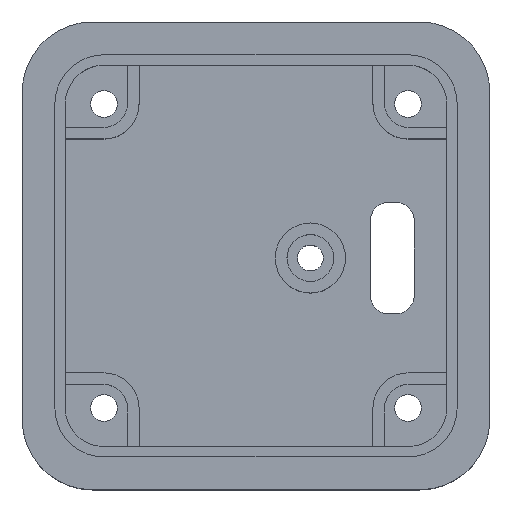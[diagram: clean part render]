
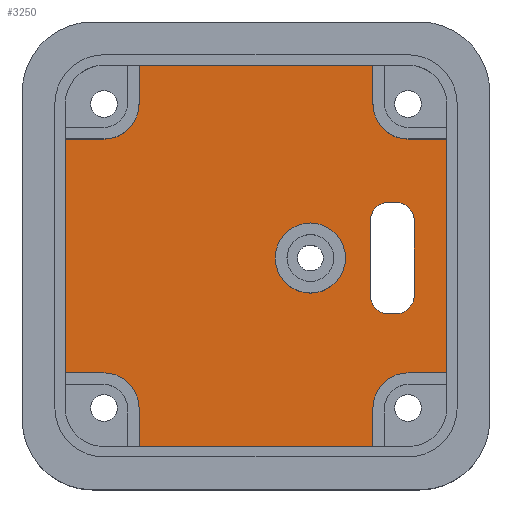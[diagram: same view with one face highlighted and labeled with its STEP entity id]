
A CAD part, top view. The second image highlights one B-rep face of the part: STEP entity #3250.
In plain terms, the highlighted planar face has unit normal (0, 0, 1).
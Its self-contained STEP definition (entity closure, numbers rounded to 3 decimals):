
#968=CARTESIAN_POINT('',(-13.,-13.,-18.));
#969=DIRECTION('',(0.,0.,1.));
#970=DIRECTION('',(1.,0.,0.));
#971=AXIS2_PLACEMENT_3D('',#968,#969,#970);
#973=DIRECTION('',(1.,0.,0.));
#974=VECTOR('',#973,3.3);
#975=CARTESIAN_POINT('',(-16.3,-10.,-18.));
#976=LINE('',#975,#974);
#977=DIRECTION('',(0.,-1.,0.));
#978=VECTOR('',#977,20.);
#979=CARTESIAN_POINT('',(-16.3,10.,-18.));
#980=LINE('',#979,#978);
#981=DIRECTION('',(1.,0.,0.));
#982=VECTOR('',#981,3.3);
#983=CARTESIAN_POINT('',(-16.3,10.,-18.));
#984=LINE('',#983,#982);
#985=CARTESIAN_POINT('',(-13.,13.,-18.));
#986=DIRECTION('',(0.,0.,1.));
#987=DIRECTION('',(0.,-1.,0.));
#988=AXIS2_PLACEMENT_3D('',#985,#986,#987);
#990=DIRECTION('',(0.,-1.,0.));
#991=VECTOR('',#990,3.3);
#992=CARTESIAN_POINT('',(-10.,16.3,-18.));
#993=LINE('',#992,#991);
#994=DIRECTION('',(-1.,0.,0.));
#995=VECTOR('',#994,20.);
#996=CARTESIAN_POINT('',(10.,16.3,-18.));
#997=LINE('',#996,#995);
#998=DIRECTION('',(0.,-1.,0.));
#999=VECTOR('',#998,3.3);
#1000=CARTESIAN_POINT('',(10.,16.3,-18.));
#1001=LINE('',#1000,#999);
#1002=CARTESIAN_POINT('',(13.,13.,-18.));
#1003=DIRECTION('',(0.,0.,1.));
#1004=DIRECTION('',(-1.,0.,0.));
#1005=AXIS2_PLACEMENT_3D('',#1002,#1003,#1004);
#1007=DIRECTION('',(-1.,0.,0.));
#1008=VECTOR('',#1007,3.3);
#1009=CARTESIAN_POINT('',(16.3,10.,-18.));
#1010=LINE('',#1009,#1008);
#1011=DIRECTION('',(0.,1.,0.));
#1012=VECTOR('',#1011,20.);
#1013=CARTESIAN_POINT('',(16.3,-10.,-18.));
#1014=LINE('',#1013,#1012);
#1015=DIRECTION('',(-1.,0.,0.));
#1016=VECTOR('',#1015,3.3);
#1017=CARTESIAN_POINT('',(16.3,-10.,-18.));
#1018=LINE('',#1017,#1016);
#1019=CARTESIAN_POINT('',(13.,-13.,-18.));
#1020=DIRECTION('',(0.,0.,1.));
#1021=DIRECTION('',(0.,1.,0.));
#1022=AXIS2_PLACEMENT_3D('',#1019,#1020,#1021);
#1024=DIRECTION('',(0.,1.,0.));
#1025=VECTOR('',#1024,3.3);
#1026=CARTESIAN_POINT('',(10.,-16.3,-18.));
#1027=LINE('',#1026,#1025);
#1028=DIRECTION('',(1.,0.,0.));
#1029=VECTOR('',#1028,20.);
#1030=CARTESIAN_POINT('',(-10.,-16.3,-18.));
#1031=LINE('',#1030,#1029);
#1032=DIRECTION('',(0.,1.,0.));
#1033=VECTOR('',#1032,3.3);
#1034=CARTESIAN_POINT('',(-10.,-16.3,-18.));
#1035=LINE('',#1034,#1033);
#1036=CARTESIAN_POINT('',(11.95,3.02,-18.));
#1037=DIRECTION('',(0.,0.,1.));
#1038=DIRECTION('',(1.,0.,0.));
#1039=AXIS2_PLACEMENT_3D('',#1036,#1037,#1038);
#1041=DIRECTION('',(-1.,0.,0.));
#1042=VECTOR('',#1041,0.6);
#1043=CARTESIAN_POINT('',(11.95,4.6,-18.));
#1044=LINE('',#1043,#1042);
#1045=CARTESIAN_POINT('',(11.35,3.02,-18.));
#1046=DIRECTION('',(0.,0.,1.));
#1047=DIRECTION('',(0.,1.,0.));
#1048=AXIS2_PLACEMENT_3D('',#1045,#1046,#1047);
#1050=DIRECTION('',(0.,-1.,0.));
#1051=VECTOR('',#1050,6.38);
#1052=CARTESIAN_POINT('',(9.77,3.02,-18.));
#1053=LINE('',#1052,#1051);
#1054=CARTESIAN_POINT('',(11.35,-3.36,-18.));
#1055=DIRECTION('',(0.,0.,1.));
#1056=DIRECTION('',(-1.,0.,0.));
#1057=AXIS2_PLACEMENT_3D('',#1054,#1055,#1056);
#1059=DIRECTION('',(1.,0.,0.));
#1060=VECTOR('',#1059,0.6);
#1061=CARTESIAN_POINT('',(11.35,-4.94,-18.));
#1062=LINE('',#1061,#1060);
#1063=CARTESIAN_POINT('',(11.95,-3.36,-18.));
#1064=DIRECTION('',(0.,0.,1.));
#1065=DIRECTION('',(0.,-1.,0.));
#1066=AXIS2_PLACEMENT_3D('',#1063,#1064,#1065);
#1068=DIRECTION('',(0.,1.,0.));
#1069=VECTOR('',#1068,6.38);
#1070=CARTESIAN_POINT('',(13.53,-3.36,-18.));
#1071=LINE('',#1070,#1069);
#1092=CARTESIAN_POINT('',(4.65,-0.17,-18.));
#1093=DIRECTION('',(0.,0.,1.));
#1094=DIRECTION('',(0.,-1.,0.));
#1095=AXIS2_PLACEMENT_3D('',#1092,#1093,#1094);
#1097=CARTESIAN_POINT('',(4.65,-0.17,-18.));
#1098=DIRECTION('',(0.,0.,1.));
#1099=DIRECTION('',(0.,1.,0.));
#1100=AXIS2_PLACEMENT_3D('',#1097,#1098,#1099);
#1469=CARTESIAN_POINT('',(-10.,-16.3,-18.));
#1470=CARTESIAN_POINT('',(-10.,-13.,-18.));
#1471=VERTEX_POINT('',#1469);
#1472=VERTEX_POINT('',#1470);
#1473=CARTESIAN_POINT('',(-16.3,-10.,-18.));
#1474=CARTESIAN_POINT('',(-13.,-10.,-18.));
#1475=VERTEX_POINT('',#1473);
#1476=VERTEX_POINT('',#1474);
#1477=CARTESIAN_POINT('',(-16.3,10.,-18.));
#1478=CARTESIAN_POINT('',(-13.,10.,-18.));
#1479=VERTEX_POINT('',#1477);
#1480=VERTEX_POINT('',#1478);
#1481=CARTESIAN_POINT('',(-10.,16.3,-18.));
#1482=CARTESIAN_POINT('',(-10.,13.,-18.));
#1483=VERTEX_POINT('',#1481);
#1484=VERTEX_POINT('',#1482);
#1485=CARTESIAN_POINT('',(16.3,-10.,-18.));
#1486=CARTESIAN_POINT('',(13.,-10.,-18.));
#1487=VERTEX_POINT('',#1485);
#1488=VERTEX_POINT('',#1486);
#1489=CARTESIAN_POINT('',(10.,-16.3,-18.));
#1490=CARTESIAN_POINT('',(10.,-13.,-18.));
#1491=VERTEX_POINT('',#1489);
#1492=VERTEX_POINT('',#1490);
#1493=CARTESIAN_POINT('',(10.,16.3,-18.));
#1494=CARTESIAN_POINT('',(10.,13.,-18.));
#1495=VERTEX_POINT('',#1493);
#1496=VERTEX_POINT('',#1494);
#1497=CARTESIAN_POINT('',(16.3,10.,-18.));
#1498=CARTESIAN_POINT('',(13.,10.,-18.));
#1499=VERTEX_POINT('',#1497);
#1500=VERTEX_POINT('',#1498);
#1821=CARTESIAN_POINT('',(13.53,3.02,-18.));
#1822=CARTESIAN_POINT('',(11.95,4.6,-18.));
#1823=VERTEX_POINT('',#1821);
#1824=VERTEX_POINT('',#1822);
#1825=CARTESIAN_POINT('',(11.35,4.6,-18.));
#1826=VERTEX_POINT('',#1825);
#1827=CARTESIAN_POINT('',(9.77,3.02,-18.));
#1828=VERTEX_POINT('',#1827);
#1829=CARTESIAN_POINT('',(9.77,-3.36,-18.));
#1830=VERTEX_POINT('',#1829);
#1831=CARTESIAN_POINT('',(11.35,-4.94,-18.));
#1832=VERTEX_POINT('',#1831);
#1833=CARTESIAN_POINT('',(11.95,-4.94,-18.));
#1834=VERTEX_POINT('',#1833);
#1835=CARTESIAN_POINT('',(13.53,-3.36,-18.));
#1836=VERTEX_POINT('',#1835);
#1873=CARTESIAN_POINT('',(4.65,-3.17,-18.));
#1874=CARTESIAN_POINT('',(4.65,2.83,-18.));
#1875=VERTEX_POINT('',#1873);
#1876=VERTEX_POINT('',#1874);
#3199=CARTESIAN_POINT('',(0.,0.,-18.));
#3200=DIRECTION('',(0.,0.,1.));
#3201=DIRECTION('',(-1.,0.,0.));
#3202=AXIS2_PLACEMENT_3D('',#3199,#3200,#3201);
#3203=PLANE('',#3202);
#3205=ORIENTED_EDGE('',*,*,#3204,.T.);
#3207=ORIENTED_EDGE('',*,*,#3206,.F.);
#3208=ORIENTED_EDGE('',*,*,#2143,.F.);
#3210=ORIENTED_EDGE('',*,*,#3209,.T.);
#3212=ORIENTED_EDGE('',*,*,#3211,.T.);
#3214=ORIENTED_EDGE('',*,*,#3213,.F.);
#3215=ORIENTED_EDGE('',*,*,#2084,.F.);
#3217=ORIENTED_EDGE('',*,*,#3216,.T.);
#3219=ORIENTED_EDGE('',*,*,#3218,.T.);
#3221=ORIENTED_EDGE('',*,*,#3220,.F.);
#3222=ORIENTED_EDGE('',*,*,#2253,.F.);
#3224=ORIENTED_EDGE('',*,*,#3223,.T.);
#3226=ORIENTED_EDGE('',*,*,#3225,.T.);
#3228=ORIENTED_EDGE('',*,*,#3227,.F.);
#3229=ORIENTED_EDGE('',*,*,#2189,.F.);
#3231=ORIENTED_EDGE('',*,*,#3230,.T.);
#3232=EDGE_LOOP('',(#3205,#3207,#3208,#3210,#3212,#3214,#3215,#3217,#3219,#3221,
#3222,#3224,#3226,#3228,#3229,#3231));
#3233=FACE_OUTER_BOUND('',#3232,.F.);
#3234=ORIENTED_EDGE('',*,*,#3194,.T.);
#3235=ORIENTED_EDGE('',*,*,#3181,.T.);
#3236=ORIENTED_EDGE('',*,*,#3167,.T.);
#3237=ORIENTED_EDGE('',*,*,#3153,.T.);
#3238=ORIENTED_EDGE('',*,*,#3139,.T.);
#3239=ORIENTED_EDGE('',*,*,#3125,.T.);
#3240=ORIENTED_EDGE('',*,*,#3111,.T.);
#3241=ORIENTED_EDGE('',*,*,#3097,.T.);
#3242=EDGE_LOOP('',(#3234,#3235,#3236,#3237,#3238,#3239,#3240,#3241));
#3243=FACE_BOUND('',#3242,.F.);
#3245=ORIENTED_EDGE('',*,*,#3244,.T.);
#3247=ORIENTED_EDGE('',*,*,#3246,.T.);
#3248=EDGE_LOOP('',(#3245,#3247));
#3249=FACE_BOUND('',#3248,.F.);
#3250=ADVANCED_FACE('',(#3233,#3243,#3249),#3203,.T.);
#972=CIRCLE('',#971,3.);
#989=CIRCLE('',#988,3.);
#1006=CIRCLE('',#1005,3.);
#1023=CIRCLE('',#1022,3.);
#1040=CIRCLE('',#1039,1.58);
#1049=CIRCLE('',#1048,1.58);
#1058=CIRCLE('',#1057,1.58);
#1067=CIRCLE('',#1066,1.58);
#1096=CIRCLE('',#1095,3.);
#1101=CIRCLE('',#1100,3.);
#2084=EDGE_CURVE('',#1495,#1483,#997,.T.);
#2143=EDGE_CURVE('',#1479,#1475,#980,.T.);
#2189=EDGE_CURVE('',#1471,#1491,#1031,.T.);
#2253=EDGE_CURVE('',#1487,#1499,#1014,.T.);
#3097=EDGE_CURVE('',#1836,#1823,#1071,.T.);
#3111=EDGE_CURVE('',#1834,#1836,#1067,.T.);
#3125=EDGE_CURVE('',#1832,#1834,#1062,.T.);
#3139=EDGE_CURVE('',#1830,#1832,#1058,.T.);
#3153=EDGE_CURVE('',#1828,#1830,#1053,.T.);
#3167=EDGE_CURVE('',#1826,#1828,#1049,.T.);
#3181=EDGE_CURVE('',#1824,#1826,#1044,.T.);
#3194=EDGE_CURVE('',#1823,#1824,#1040,.T.);
#3204=EDGE_CURVE('',#1472,#1476,#972,.T.);
#3206=EDGE_CURVE('',#1475,#1476,#976,.T.);
#3209=EDGE_CURVE('',#1479,#1480,#984,.T.);
#3211=EDGE_CURVE('',#1480,#1484,#989,.T.);
#3213=EDGE_CURVE('',#1483,#1484,#993,.T.);
#3216=EDGE_CURVE('',#1495,#1496,#1001,.T.);
#3218=EDGE_CURVE('',#1496,#1500,#1006,.T.);
#3220=EDGE_CURVE('',#1499,#1500,#1010,.T.);
#3223=EDGE_CURVE('',#1487,#1488,#1018,.T.);
#3225=EDGE_CURVE('',#1488,#1492,#1023,.T.);
#3227=EDGE_CURVE('',#1491,#1492,#1027,.T.);
#3230=EDGE_CURVE('',#1471,#1472,#1035,.T.);
#3244=EDGE_CURVE('',#1875,#1876,#1096,.T.);
#3246=EDGE_CURVE('',#1876,#1875,#1101,.T.);
